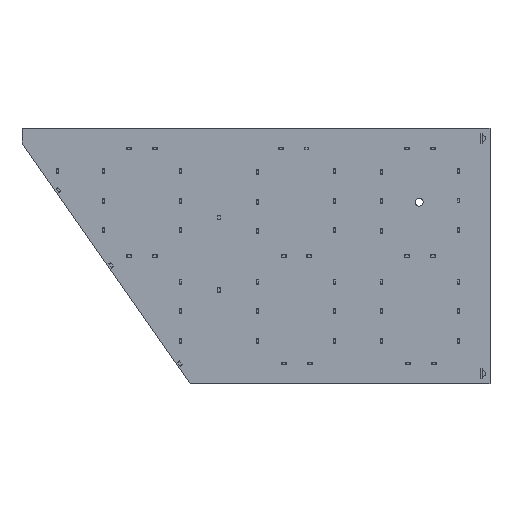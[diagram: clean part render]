
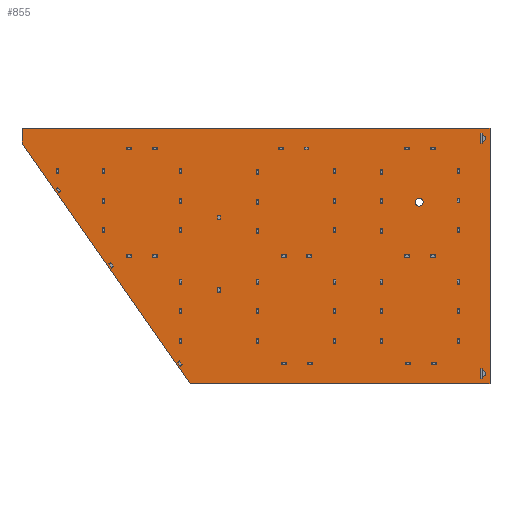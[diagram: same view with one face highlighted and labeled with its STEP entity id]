
A CAD part, top view. The second image highlights one B-rep face of the part: STEP entity #855.
In plain terms, the highlighted planar face has unit normal (0, 0, 1).
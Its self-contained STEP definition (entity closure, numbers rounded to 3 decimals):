
#624 = VERTEX_POINT('',#625);
#625 = CARTESIAN_POINT('',(-97.4,-83.,1.59));
#631 = EDGE_CURVE('',#624,#632,#634,.T.);
#632 = VERTEX_POINT('',#633);
#633 = CARTESIAN_POINT('',(-152.,-4.81,1.59));
#634 = LINE('',#635,#636);
#635 = CARTESIAN_POINT('',(-97.4,-83.,1.59));
#636 = VECTOR('',#637,1.);
#637 = DIRECTION('',(-0.573,0.82,0.));
#662 = EDGE_CURVE('',#632,#663,#665,.T.);
#663 = VERTEX_POINT('',#664);
#664 = CARTESIAN_POINT('',(-152.,-0.5,1.59));
#665 = LINE('',#666,#667);
#666 = CARTESIAN_POINT('',(-152.,-4.81,1.59));
#667 = VECTOR('',#668,1.);
#668 = DIRECTION('',(0.,1.,0.));
#693 = EDGE_CURVE('',#663,#694,#696,.T.);
#694 = VERTEX_POINT('',#695);
#695 = CARTESIAN_POINT('',(-151.5,0.,1.59));
#696 = CIRCLE('',#697,0.498);
#697 = AXIS2_PLACEMENT_3D('',#698,#699,#700);
#698 = CARTESIAN_POINT('',(-151.502,-0.498,1.59));
#699 = DIRECTION('',(0.,0.,-1.));
#700 = DIRECTION('',(-1.,-0.003,-0.));
#726 = EDGE_CURVE('',#694,#727,#729,.T.);
#727 = VERTEX_POINT('',#728);
#728 = CARTESIAN_POINT('',(0.,0.,1.59));
#729 = LINE('',#730,#731);
#730 = CARTESIAN_POINT('',(-151.5,0.,1.59));
#731 = VECTOR('',#732,1.);
#732 = DIRECTION('',(1.,0.,0.));
#757 = EDGE_CURVE('',#727,#758,#760,.T.);
#758 = VERTEX_POINT('',#759);
#759 = CARTESIAN_POINT('',(0.,-83.,1.59));
#760 = LINE('',#761,#762);
#761 = CARTESIAN_POINT('',(0.,0.,1.59));
#762 = VECTOR('',#763,1.);
#763 = DIRECTION('',(0.,-1.,0.));
#788 = EDGE_CURVE('',#758,#624,#789,.T.);
#789 = LINE('',#790,#791);
#790 = CARTESIAN_POINT('',(0.,-83.,1.59));
#791 = VECTOR('',#792,1.);
#792 = DIRECTION('',(-1.,0.,0.));
#812 = VERTEX_POINT('',#813);
#813 = CARTESIAN_POINT('',(-21.7,-24.,1.59));
#819 = EDGE_CURVE('',#812,#812,#820,.T.);
#820 = CIRCLE('',#821,1.3);
#821 = AXIS2_PLACEMENT_3D('',#822,#823,#824);
#822 = CARTESIAN_POINT('',(-23.,-24.,1.59));
#823 = DIRECTION('',(0.,0.,1.));
#824 = DIRECTION('',(1.,0.,-0.));
#855 = ADVANCED_FACE('',(#856,#864),#867,.F.);
#856 = FACE_BOUND('',#857,.F.);
#857 = EDGE_LOOP('',(#858,#859,#860,#861,#862,#863));
#858 = ORIENTED_EDGE('',*,*,#631,.T.);
#859 = ORIENTED_EDGE('',*,*,#662,.T.);
#860 = ORIENTED_EDGE('',*,*,#693,.T.);
#861 = ORIENTED_EDGE('',*,*,#726,.T.);
#862 = ORIENTED_EDGE('',*,*,#757,.T.);
#863 = ORIENTED_EDGE('',*,*,#788,.T.);
#864 = FACE_BOUND('',#865,.F.);
#865 = EDGE_LOOP('',(#866));
#866 = ORIENTED_EDGE('',*,*,#819,.T.);
#867 = PLANE('',#868);
#868 = AXIS2_PLACEMENT_3D('',#869,#870,#871);
#869 = CARTESIAN_POINT('',(-66.808,-36.376,1.59));
#870 = DIRECTION('',(-0.,-0.,-1.));
#871 = DIRECTION('',(-1.,0.,0.));
